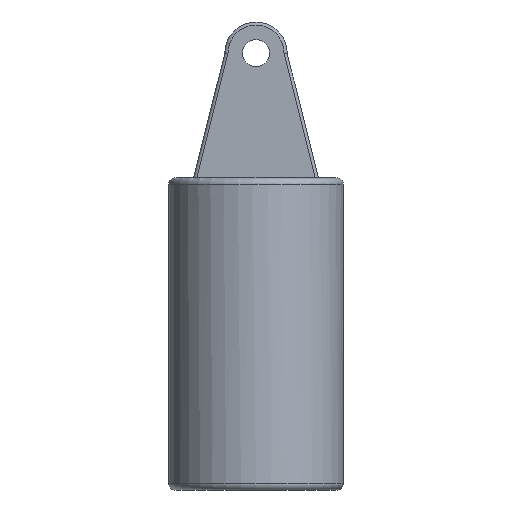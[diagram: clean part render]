
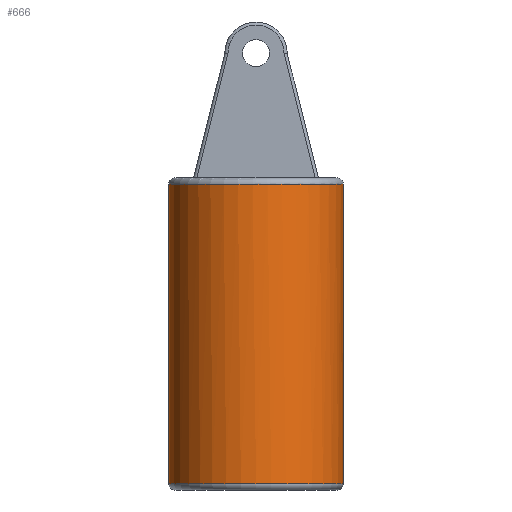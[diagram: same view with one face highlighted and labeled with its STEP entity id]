
A CAD part, front view. The second image highlights one B-rep face of the part: STEP entity #666.
In plain terms, the highlighted cylindrical face has radius 14 mm (diameter 28 mm), a full revolution.
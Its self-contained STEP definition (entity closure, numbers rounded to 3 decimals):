
#36=LINE('',#1093,#82);
#37=LINE('',#1096,#83);
#38=LINE('',#1098,#84);
#82=VECTOR('',#838,10.);
#83=VECTOR('',#841,10.);
#84=VECTOR('',#842,14.);
#126=CYLINDRICAL_SURFACE('',#732,14.);
#168=FACE_OUTER_BOUND('',#210,.T.);
#210=EDGE_LOOP('',(#465,#466,#467,#468,#469,#470,#471,#472));
#260=CIRCLE('',#729,14.);
#261=CIRCLE('',#730,14.);
#263=CIRCLE('',#733,14.);
#264=CIRCLE('',#734,14.);
#294=VERTEX_POINT('',#1064);
#295=VERTEX_POINT('',#1075);
#296=VERTEX_POINT('',#1077);
#298=VERTEX_POINT('',#1092);
#299=VERTEX_POINT('',#1094);
#300=VERTEX_POINT('',#1097);
#358=EDGE_CURVE('',#294,#295,#260,.T.);
#359=EDGE_CURVE('',#295,#296,#261,.T.);
#362=EDGE_CURVE('',#294,#298,#36,.T.);
#363=EDGE_CURVE('',#298,#299,#263,.T.);
#364=EDGE_CURVE('',#299,#296,#37,.T.);
#365=EDGE_CURVE('',#295,#300,#38,.T.);
#366=EDGE_CURVE('',#300,#300,#264,.T.);
#465=ORIENTED_EDGE('',*,*,#358,.F.);
#466=ORIENTED_EDGE('',*,*,#362,.T.);
#467=ORIENTED_EDGE('',*,*,#363,.T.);
#468=ORIENTED_EDGE('',*,*,#364,.T.);
#469=ORIENTED_EDGE('',*,*,#359,.F.);
#470=ORIENTED_EDGE('',*,*,#365,.T.);
#471=ORIENTED_EDGE('',*,*,#366,.F.);
#472=ORIENTED_EDGE('',*,*,#365,.F.);
#666=ADVANCED_FACE('',(#168),#126,.T.);
#729=AXIS2_PLACEMENT_3D('',#1076,#830,#831);
#730=AXIS2_PLACEMENT_3D('',#1078,#832,#833);
#732=AXIS2_PLACEMENT_3D('',#1091,#836,#837);
#733=AXIS2_PLACEMENT_3D('',#1095,#839,#840);
#734=AXIS2_PLACEMENT_3D('',#1099,#843,#844);
#830=DIRECTION('center_axis',(0.,0.,1.));
#831=DIRECTION('ref_axis',(0.,-1.,0.));
#832=DIRECTION('center_axis',(0.,0.,1.));
#833=DIRECTION('ref_axis',(0.,-1.,0.));
#836=DIRECTION('center_axis',(0.,0.,1.));
#837=DIRECTION('ref_axis',(1.,0.,0.));
#838=DIRECTION('',(0.,0.,-1.));
#839=DIRECTION('center_axis',(0.,0.,-1.));
#840=DIRECTION('ref_axis',(1.,0.,0.));
#841=DIRECTION('',(0.,0.,1.));
#842=DIRECTION('',(0.,0.,-1.));
#843=DIRECTION('center_axis',(0.,0.,-1.));
#844=DIRECTION('ref_axis',(1.,0.,0.));
#1064=CARTESIAN_POINT('',(-10.,-10.202,49.));
#1075=CARTESIAN_POINT('',(-14.,-20.,49.));
#1076=CARTESIAN_POINT('Origin',(0.,-20.,49.));
#1077=CARTESIAN_POINT('',(10.,-10.202,49.));
#1078=CARTESIAN_POINT('Origin',(0.,-20.,49.));
#1091=CARTESIAN_POINT('Origin',(0.,-20.,0.));
#1092=CARTESIAN_POINT('',(-10.,-10.202,10.));
#1093=CARTESIAN_POINT('',(-10.,-10.202,0.));
#1094=CARTESIAN_POINT('',(10.,-10.202,10.));
#1095=CARTESIAN_POINT('Origin',(0.,-20.,10.));
#1096=CARTESIAN_POINT('',(10.,-10.202,0.));
#1097=CARTESIAN_POINT('',(-14.,-20.,1.));
#1098=CARTESIAN_POINT('',(-14.,-20.,0.));
#1099=CARTESIAN_POINT('Origin',(0.,-20.,1.));
